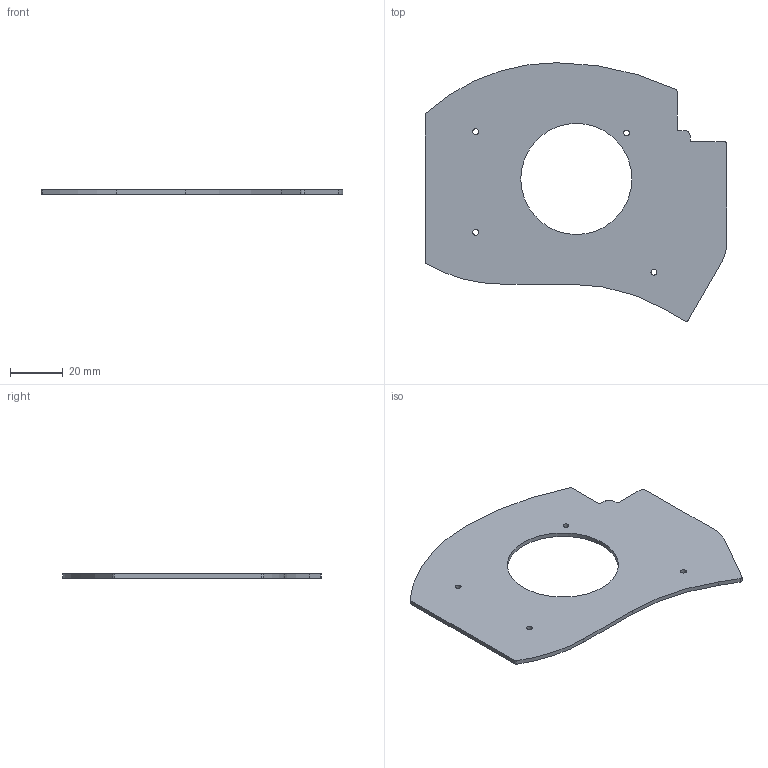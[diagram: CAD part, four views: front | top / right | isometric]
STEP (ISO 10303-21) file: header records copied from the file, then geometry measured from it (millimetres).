
FILE_DESCRIPTION(('KiCad electronic assembly'),'2;1');
FILE_NAME('swoop-mx-base-plate-puck.step','2021-12-11T16:32:24',( 'Pcbnew'),('Kicad'),'Open CASCADE STEP processor 7.5', 'KiCad to STEP converter','Unknown');
FILE_SCHEMA(('AUTOMOTIVE_DESIGN { 1 0 10303 214 1 1 1 1 }'));
Length unit declared in the file: millimetre
Products named in the file (2): swoop-mx-base-plate-puck 1; swoop-mx-base-plate-puck PCB
Assembly tree (1 placements, depth 2):
  swoop-mx-base-plate-puck 1
    swoop-mx-base-plate-puck PCB
Bounding box: 114.03 x 97.79 x 1.6 mm (x, y, z)
Volume: 11690.6 mm3; surface area: 15459.9 mm2
Topology: 1 solids, 1 shells, 29 faces, 81 edges, 54 vertices
Faces by surface type: cylinder 18, plane 11
Full cylindrical faces by diameter (mm): 2.2 x4, 42.021 x1
Entity records: 2179 total; most frequent: CARTESIAN_POINT 544, DIRECTION 305, LINE 171, VECTOR 171, ORIENTED_EDGE 162, PCURVE 162, DEFINITIONAL_REPRESENTATION 162, EDGE_CURVE 81
